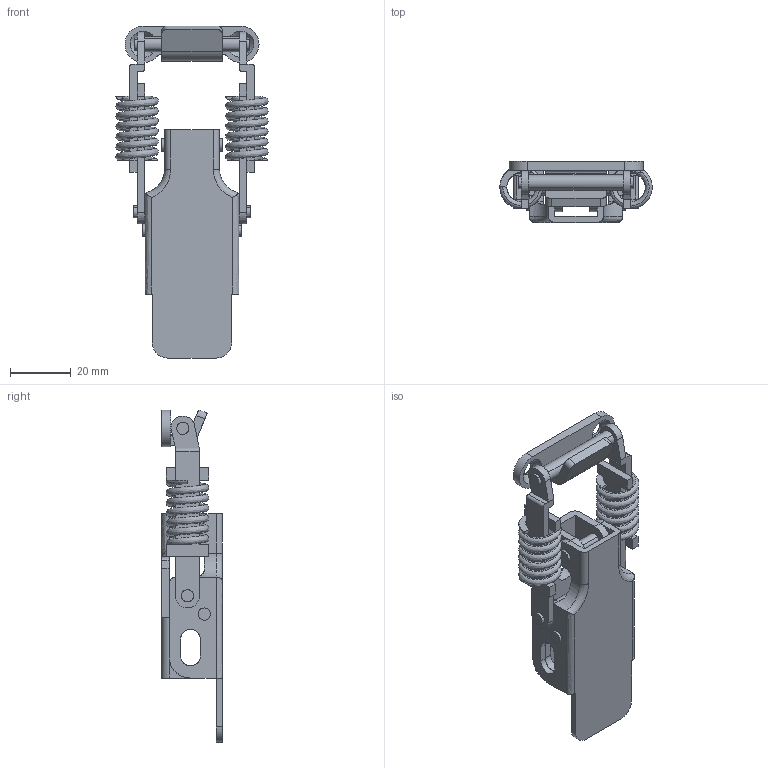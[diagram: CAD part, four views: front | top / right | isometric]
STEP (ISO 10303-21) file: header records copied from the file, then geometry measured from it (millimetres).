
FILE_DESCRIPTION((''),'2;1');
FILE_NAME('','2006-01-16T15:41:59',(''),(''),'','CADfix','');
FILE_SCHEMA(('AUTOMOTIVE_DESIGN'));
Length unit declared in the file: millimetre
Products named in the file (11): shaft_C; spring; arm_A; arm_C; shaft_B; shaft_A; lever; keeper; base; arm_B; TL_11J_3_29206_36
Assembly tree (12 placements, depth 2):
  TL_11J_3_29206_36
    shaft_C
    spring  x2
    arm_A  x2
    arm_C
    shaft_B
    shaft_A
    lever
    keeper
    base
    arm_B
Bounding box: 49.99 x 20 x 109 mm (x, y, z)
Volume: 20004.9 mm3; surface area: 22587.2 mm2
Topology: 12 solids, 12 shells, 267 faces, 921 edges, 679 vertices
Faces by surface type: bspline 267
Entity records: 14319 total; most frequent: CARTESIAN_POINT 8928, ORIENTED_EDGE 1734, EDGE_CURVE 867, VERTEX_POINT 642, B_SPLINE_CURVE_WITH_KNOTS 467, QUASI_UNIFORM_CURVE 396, EDGE_LOOP 289, FACE_OUTER_BOUND 250
